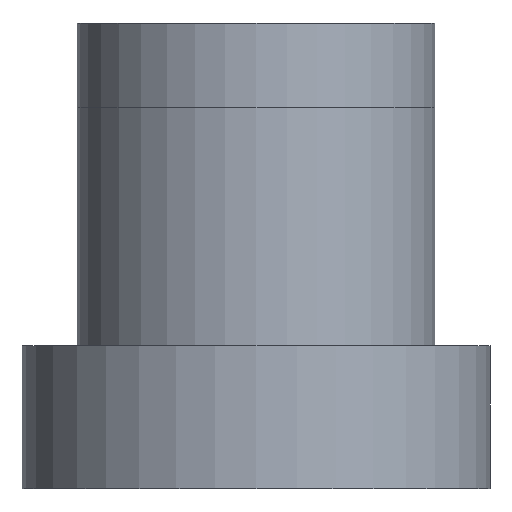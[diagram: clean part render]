
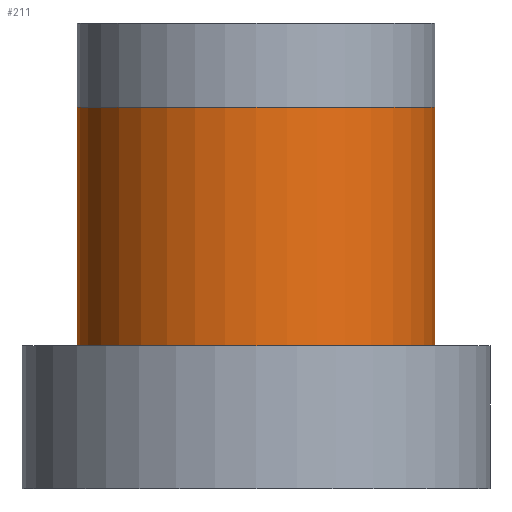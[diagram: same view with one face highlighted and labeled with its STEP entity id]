
A CAD part, front view. The second image highlights one B-rep face of the part: STEP entity #211.
In plain terms, the highlighted cylindrical face has radius 3.75 mm (diameter 7.5 mm), a partial arc.
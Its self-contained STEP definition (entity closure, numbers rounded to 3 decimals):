
#2 = ORIENTED_EDGE ( 'NONE', *, *, #8, .F. ) ;
#8 = EDGE_CURVE ( 'NONE', #55, #176, #262, .T. ) ;
#13 = DIRECTION ( 'NONE',  ( 0., 0., 1. ) ) ;
#15 = AXIS2_PLACEMENT_3D ( 'NONE', #188, #75, #306 ) ;
#27 = DIRECTION ( 'NONE',  ( 0., 0., 1. ) ) ;
#32 = VECTOR ( 'NONE', #27, 1000. ) ;
#55 = VERTEX_POINT ( 'NONE', #114 ) ;
#72 = CIRCLE ( 'NONE', #88, 3.75 ) ;
#75 = DIRECTION ( 'NONE',  ( 0., 0., 1. ) ) ;
#88 = AXIS2_PLACEMENT_3D ( 'NONE', #158, #217, #156 ) ;
#109 = CARTESIAN_POINT ( 'NONE',  ( 3.75, 0., 3. ) ) ;
#114 = CARTESIAN_POINT ( 'NONE',  ( -3.75, 0., 3. ) ) ;
#124 = AXIS2_PLACEMENT_3D ( 'NONE', #276, #13, #133 ) ;
#133 = DIRECTION ( 'NONE',  ( 1., 0., 0. ) ) ;
#156 = DIRECTION ( 'NONE',  ( 1., 0., 0. ) ) ;
#157 = CARTESIAN_POINT ( 'NONE',  ( 3.75, 0., 8. ) ) ;
#158 = CARTESIAN_POINT ( 'NONE',  ( 0., 0., 3. ) ) ;
#165 = ORIENTED_EDGE ( 'NONE', *, *, #263, .F. ) ;
#168 = VERTEX_POINT ( 'NONE', #184 ) ;
#176 = VERTEX_POINT ( 'NONE', #250 ) ;
#184 = CARTESIAN_POINT ( 'NONE',  ( 3.75, 0., 3. ) ) ;
#188 = CARTESIAN_POINT ( 'NONE',  ( 0., 0., 8. ) ) ;
#193 = CYLINDRICAL_SURFACE ( 'NONE', #124, 3.75 ) ;
#211 = ADVANCED_FACE ( 'NONE', ( #252 ), #193, .T. ) ;
#214 = CIRCLE ( 'NONE', #15, 3.75 ) ;
#217 = DIRECTION ( 'NONE',  ( 0., 0., 1. ) ) ;
#228 = EDGE_LOOP ( 'NONE', ( #2, #374, #288, #165 ) ) ;
#229 = VECTOR ( 'NONE', #368, 1000. ) ;
#250 = CARTESIAN_POINT ( 'NONE',  ( -3.75, 0., 8. ) ) ;
#252 = FACE_OUTER_BOUND ( 'NONE', #228, .T. ) ;
#262 = LINE ( 'NONE', #348, #32 ) ;
#263 = EDGE_CURVE ( 'NONE', #176, #286, #214, .T. ) ;
#266 = EDGE_CURVE ( 'NONE', #168, #286, #272, .T. ) ;
#272 = LINE ( 'NONE', #109, #229 ) ;
#276 = CARTESIAN_POINT ( 'NONE',  ( 0., 0., 3. ) ) ;
#286 = VERTEX_POINT ( 'NONE', #157 ) ;
#288 = ORIENTED_EDGE ( 'NONE', *, *, #266, .T. ) ;
#306 = DIRECTION ( 'NONE',  ( 1., 0., 0. ) ) ;
#348 = CARTESIAN_POINT ( 'NONE',  ( -3.75, 0., 3. ) ) ;
#368 = DIRECTION ( 'NONE',  ( 0., 0., 1. ) ) ;
#374 = ORIENTED_EDGE ( 'NONE', *, *, #382, .T. ) ;
#382 = EDGE_CURVE ( 'NONE', #55, #168, #72, .T. ) ;
